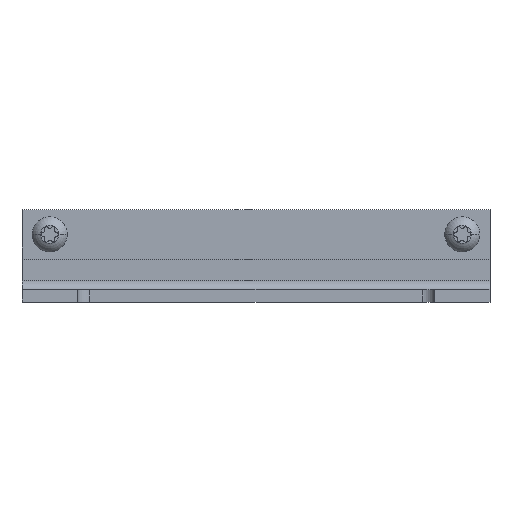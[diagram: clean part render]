
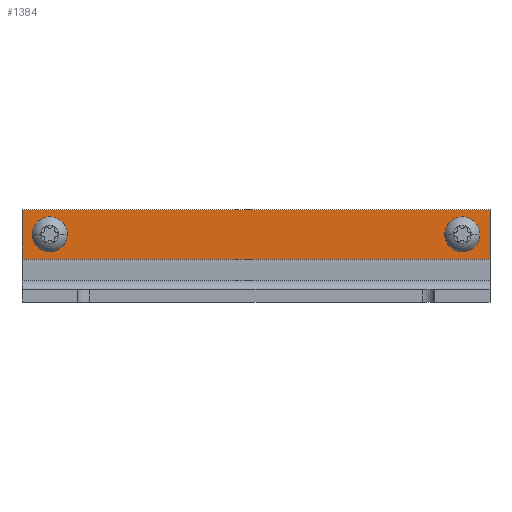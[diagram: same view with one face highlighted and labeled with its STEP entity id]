
A CAD part, top view. The second image highlights one B-rep face of the part: STEP entity #1384.
In plain terms, the highlighted planar face has unit normal (0, 0, 1).
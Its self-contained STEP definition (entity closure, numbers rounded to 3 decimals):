
#28 = FACE_BOUND ( 'NONE', #1137, .T. ) ;
#48 = CARTESIAN_POINT ( 'NONE',  ( -38., 4., 1. ) ) ;
#93 = EDGE_CURVE ( 'NONE', #2253, #123, #1279, .T. ) ;
#121 = EDGE_LOOP ( 'NONE', ( #180, #2226 ) ) ;
#123 = VERTEX_POINT ( 'NONE', #515 ) ;
#165 = DIRECTION ( 'NONE',  ( 0., -1., 0. ) ) ;
#180 = ORIENTED_EDGE ( 'NONE', *, *, #1663, .F. ) ;
#183 = ORIENTED_EDGE ( 'NONE', *, *, #2211, .F. ) ;
#196 = VECTOR ( 'NONE', #165, 1000. ) ;
#219 = CARTESIAN_POINT ( 'NONE',  ( -33.5, 0., 1. ) ) ;
#257 = CARTESIAN_POINT ( 'NONE',  ( 33.5, 0., 1. ) ) ;
#337 = CARTESIAN_POINT ( 'NONE',  ( -35., 0., 1. ) ) ;
#350 = VECTOR ( 'NONE', #1202, 1000. ) ;
#423 = LINE ( 'NONE', #2073, #196 ) ;
#430 = EDGE_CURVE ( 'NONE', #434, #1792, #725, .T. ) ;
#434 = VERTEX_POINT ( 'NONE', #1639 ) ;
#444 = CARTESIAN_POINT ( 'NONE',  ( -38., 4., 1. ) ) ;
#448 = FACE_OUTER_BOUND ( 'NONE', #1034, .T. ) ;
#459 = VERTEX_POINT ( 'NONE', #948 ) ;
#482 = AXIS2_PLACEMENT_3D ( 'NONE', #1782, #1222, #1963 ) ;
#515 = CARTESIAN_POINT ( 'NONE',  ( 38., -4., 1. ) ) ;
#556 = ORIENTED_EDGE ( 'NONE', *, *, #430, .F. ) ;
#692 = ORIENTED_EDGE ( 'NONE', *, *, #1569, .F. ) ;
#718 = CIRCLE ( 'NONE', #2029, 1.5 ) ;
#719 = LINE ( 'NONE', #444, #1418 ) ;
#725 = CIRCLE ( 'NONE', #2067, 1.5 ) ;
#731 = ORIENTED_EDGE ( 'NONE', *, *, #93, .T. ) ;
#768 = DIRECTION ( 'NONE',  ( 1., 0., 0. ) ) ;
#795 = DIRECTION ( 'NONE',  ( 1., 0., 0. ) ) ;
#809 = DIRECTION ( 'NONE',  ( 0., 0., 1. ) ) ;
#841 = CARTESIAN_POINT ( 'NONE',  ( -38., -4., 1. ) ) ;
#948 = CARTESIAN_POINT ( 'NONE',  ( 32., 0., 1. ) ) ;
#978 = VERTEX_POINT ( 'NONE', #2168 ) ;
#1030 = CARTESIAN_POINT ( 'NONE',  ( 38., 4., 1. ) ) ;
#1034 = EDGE_LOOP ( 'NONE', ( #731, #183, #692, #1344 ) ) ;
#1053 = DIRECTION ( 'NONE',  ( -1., 0., 0. ) ) ;
#1091 = DIRECTION ( 'NONE',  ( 1., 0., 0. ) ) ;
#1126 = EDGE_CURVE ( 'NONE', #978, #2253, #719, .T. ) ;
#1137 = EDGE_LOOP ( 'NONE', ( #556, #1870 ) ) ;
#1174 = CARTESIAN_POINT ( 'NONE',  ( 35., 0., 1. ) ) ;
#1202 = DIRECTION ( 'NONE',  ( 1., 0., 0. ) ) ;
#1222 = DIRECTION ( 'NONE',  ( 0., 0., 1. ) ) ;
#1278 = DIRECTION ( 'NONE',  ( 1., 0., 0. ) ) ;
#1279 = LINE ( 'NONE', #841, #350 ) ;
#1302 = FACE_BOUND ( 'NONE', #121, .T. ) ;
#1333 = CARTESIAN_POINT ( 'NONE',  ( -33.5, 0., 1. ) ) ;
#1338 = AXIS2_PLACEMENT_3D ( 'NONE', #1768, #1587, #1053 ) ;
#1344 = ORIENTED_EDGE ( 'NONE', *, *, #1126, .T. ) ;
#1384 = ADVANCED_FACE ( 'NONE', ( #28, #1302, #448 ), #2107, .F. ) ;
#1418 = VECTOR ( 'NONE', #1836, 1000. ) ;
#1438 = EDGE_CURVE ( 'NONE', #459, #1683, #1920, .T. ) ;
#1544 = DIRECTION ( 'NONE',  ( 0., 0., 1. ) ) ;
#1556 = EDGE_CURVE ( 'NONE', #1792, #434, #1860, .T. ) ;
#1569 = EDGE_CURVE ( 'NONE', #978, #2215, #2155, .T. ) ;
#1587 = DIRECTION ( 'NONE',  ( 0., 0., -1. ) ) ;
#1639 = CARTESIAN_POINT ( 'NONE',  ( -32., 0., 1. ) ) ;
#1663 = EDGE_CURVE ( 'NONE', #1683, #459, #718, .T. ) ;
#1683 = VERTEX_POINT ( 'NONE', #1174 ) ;
#1693 = VECTOR ( 'NONE', #1278, 1000. ) ;
#1768 = CARTESIAN_POINT ( 'NONE',  ( -38., 4., 1. ) ) ;
#1782 = CARTESIAN_POINT ( 'NONE',  ( 33.5, 0., 1. ) ) ;
#1792 = VERTEX_POINT ( 'NONE', #337 ) ;
#1836 = DIRECTION ( 'NONE',  ( 0., -1., 0. ) ) ;
#1860 = CIRCLE ( 'NONE', #1949, 1.5 ) ;
#1870 = ORIENTED_EDGE ( 'NONE', *, *, #1556, .F. ) ;
#1920 = CIRCLE ( 'NONE', #482, 1.5 ) ;
#1949 = AXIS2_PLACEMENT_3D ( 'NONE', #219, #2166, #1091 ) ;
#1963 = DIRECTION ( 'NONE',  ( 1., 0., 0. ) ) ;
#2029 = AXIS2_PLACEMENT_3D ( 'NONE', #257, #1544, #768 ) ;
#2067 = AXIS2_PLACEMENT_3D ( 'NONE', #1333, #809, #795 ) ;
#2073 = CARTESIAN_POINT ( 'NONE',  ( 38., 4., 1. ) ) ;
#2107 = PLANE ( 'NONE',  #1338 ) ;
#2155 = LINE ( 'NONE', #48, #1693 ) ;
#2166 = DIRECTION ( 'NONE',  ( 0., 0., 1. ) ) ;
#2168 = CARTESIAN_POINT ( 'NONE',  ( -38., 4., 1. ) ) ;
#2211 = EDGE_CURVE ( 'NONE', #2215, #123, #423, .T. ) ;
#2215 = VERTEX_POINT ( 'NONE', #1030 ) ;
#2226 = ORIENTED_EDGE ( 'NONE', *, *, #1438, .F. ) ;
#2253 = VERTEX_POINT ( 'NONE', #2282 ) ;
#2282 = CARTESIAN_POINT ( 'NONE',  ( -38., -4., 1. ) ) ;
